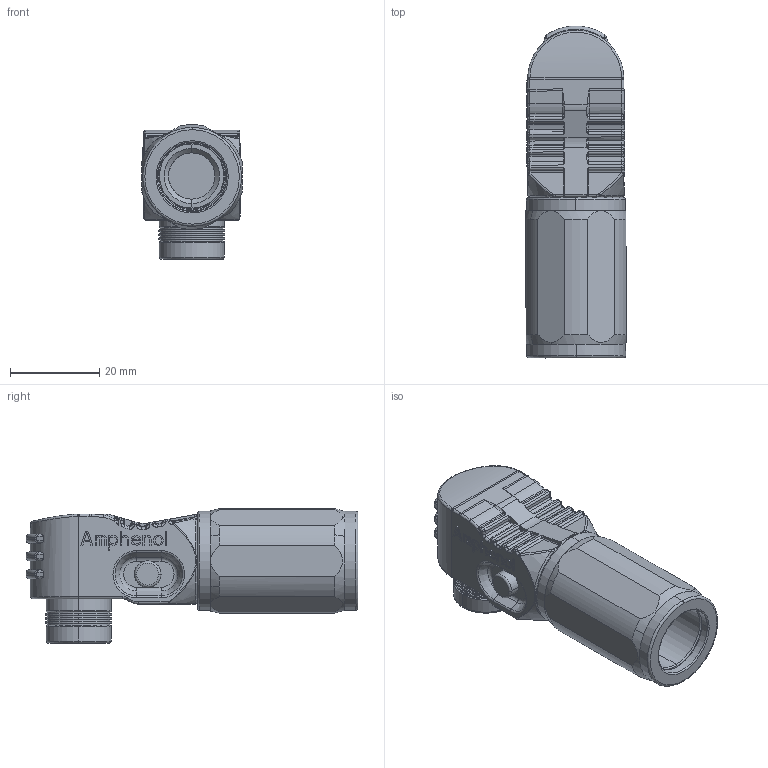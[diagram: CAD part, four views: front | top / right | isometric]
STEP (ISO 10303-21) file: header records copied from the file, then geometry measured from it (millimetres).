
FILE_DESCRIPTION((''),'2;1');
FILE_NAME('C10-730188-X00_G','2017-01-04T',('SEVEN.XIE'),(''),'PRO/ENGINEER BY PARAMETRIC TECHNOLOGY CORPORATION, 2013230','PRO/ENGINEER BY PARAMETRIC TECHNOLOGY CORPORATION, 2013230','');
FILE_SCHEMA(('CONFIG_CONTROL_DESIGN'));
Length unit declared in the file: inch
Products named in the file (1): C10-730188-X00_G
Bounding box: 22.5 x 74.51 x 30.22 mm (x, y, z)
Surface area: 15513.9 mm2 (no closed solid volume)
Topology: 0 solids, 17 shells, 1073 faces, 2989 edges, 1922 vertices
Faces by surface type: plane 570, cylinder 217, torus 157, bspline 64, cone 44, sphere 18, extrusion 3
Entity records: 44304 total; most frequent: CARTESIAN_POINT 17393, ORIENTED_EDGE 5683, DIRECTION 5353, EDGE_CURVE 2989, VERTEX_POINT 1922, VECTOR 1789, LINE 1786, AXIS2_PLACEMENT_3D 1782
